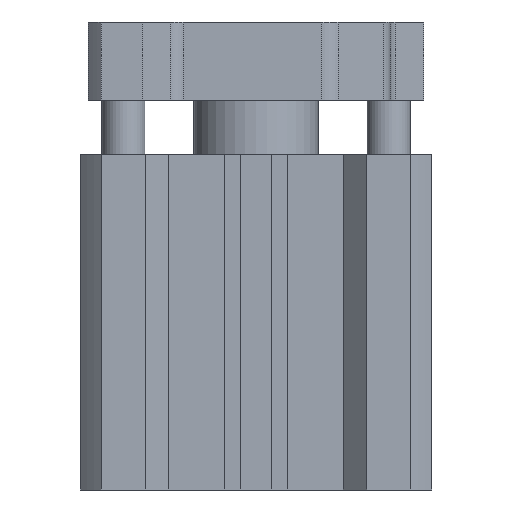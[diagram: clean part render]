
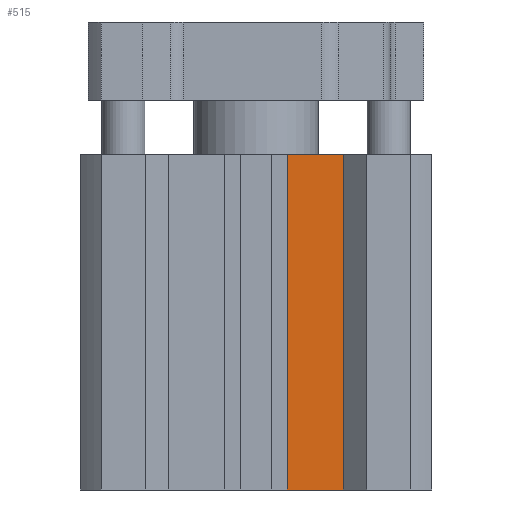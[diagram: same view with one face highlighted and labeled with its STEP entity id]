
A CAD part, front view. The second image highlights one B-rep face of the part: STEP entity #515.
In plain terms, the highlighted planar face has unit normal (0, -1, 0).
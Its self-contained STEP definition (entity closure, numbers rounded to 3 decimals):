
#515=ADVANCED_FACE('',(#1121),#1122,.F.);
#1121=FACE_OUTER_BOUND('',#1826,.T.);
#1122=PLANE('',#1827);
#1826=EDGE_LOOP('',(#3146,#3147,#3148,#3149));
#1827=AXIS2_PLACEMENT_3D('',#3150,#3151,#3152);
#3146=ORIENTED_EDGE('',*,*,#4570,.T.);
#3147=ORIENTED_EDGE('',*,*,#4571,.F.);
#3148=ORIENTED_EDGE('',*,*,#4572,.F.);
#3149=ORIENTED_EDGE('',*,*,#4573,.T.);
#3150=CARTESIAN_POINT('',(-11.2,-19.5,-21.5));
#3151=DIRECTION('',(0.,1.0,0.));
#3152=DIRECTION('',(1.0,0.,0.));
#4570=EDGE_CURVE('',#5570,#5571,#5572,.T.);
#4571=EDGE_CURVE('',#5573,#5571,#5574,.T.);
#4572=EDGE_CURVE('',#5575,#5573,#5576,.T.);
#4573=EDGE_CURVE('',#5575,#5570,#5577,.T.);
#5570=VERTEX_POINT('',#6994);
#5571=VERTEX_POINT('',#6995);
#5572=LINE('',#6996,#6997);
#5573=VERTEX_POINT('',#6998);
#5574=LINE('',#6999,#7000);
#5575=VERTEX_POINT('',#7001);
#5576=LINE('',#7002,#7003);
#5577=LINE('',#7004,#7005);
#6994=CARTESIAN_POINT('',(11.2,-19.5,21.5));
#6995=CARTESIAN_POINT('',(4.,-19.5,21.5));
#6996=CARTESIAN_POINT('',(-11.2,-19.5,21.5));
#6997=VECTOR('',#8217,1.0);
#6998=CARTESIAN_POINT('',(4.,-19.5,-21.5));
#6999=CARTESIAN_POINT('',(4.,-19.5,-25.106));
#7000=VECTOR('',#8218,1.0);
#7001=CARTESIAN_POINT('',(11.2,-19.5,-21.5));
#7002=CARTESIAN_POINT('',(-11.2,-19.5,-21.5));
#7003=VECTOR('',#8219,1.0);
#7004=CARTESIAN_POINT('',(11.2,-19.5,-21.5));
#7005=VECTOR('',#8220,1.0);
#8217=DIRECTION('',(-1.0,0.,0.0));
#8218=DIRECTION('',(0.0,0.0,1.0));
#8219=DIRECTION('',(-1.0,0.,0.0));
#8220=DIRECTION('',(0.0,0.0,1.0));
